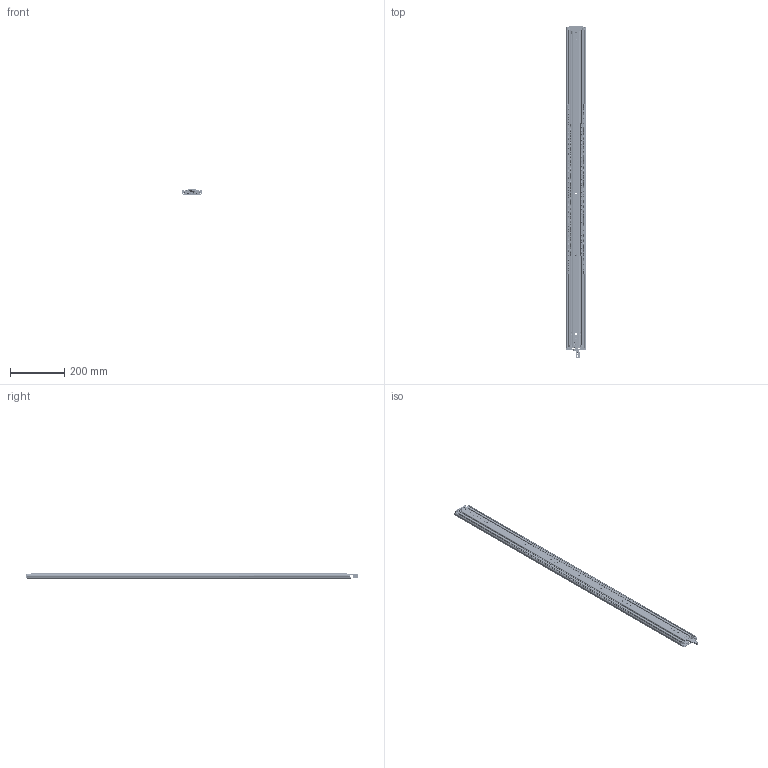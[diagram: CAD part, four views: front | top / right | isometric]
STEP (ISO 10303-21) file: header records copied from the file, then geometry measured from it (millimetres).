
FILE_DESCRIPTION(/* description */ ('TR7619 1200 / 1212 (19,1mm)'),/* implementation_level */ '2;1');
FILE_NAME(/* name */ 'E000115623.stp',/* time_stamp */ '2021-07-27T09:10:50+02:00',/* author */ ('r.groen'),/* organization */ (''),/* preprocessor_version */ 'ST-DEVELOPER v17',/* originating_system */ 'Autodesk Inventor 2018',/* authorisation */ '');
FILE_SCHEMA (('AUTOMOTIVE_DESIGN { 1 0 10303 214 3 1 1 }'));
Products named in the file (43): 114-S42; 114-S42_1; 114-S42_2; 114-S42_3; 921955; 114-S42_4; 923509; 921714; 921708; 921706_Assy; 921706; 921716_Assy; 921716; 911073; 114-S42_5; 114-S42_6; 921751; 921750; 973008; 973007; 921739; 114-S42_7; 923044; 921707; 921713; 921715_Assy; 921715; 921705_Assy; 921705; 911078; 114-S42_8; 114-S42_9; 921835; 5921953; 922128; 921953; 913053; ISO 10642 - M4x6; 913058; 921946 ...
Assembly tree (95 placements, depth 5):
  114-S42
    114-S42_1
    114-S42_2
      114-S42_3
      921955
    114-S42_4
      923509
        921714  x2
        921716_Assy  x12
          921716
          911073
        921708  x4
        921706_Assy  x2
          921706
          911073
    114-S42_5
      114-S42_6
      921751
      921750
      973008
        973007
        921739
    114-S42_7
      923044
        921713  x2
        921705_Assy  x18
          921705
          911078
        921707  x4
        921715_Assy  x4
          921715
          911078
    114-S42_8
      114-S42_9
      921835
      5921953
        922128
        921953
      913053
      ISO 10642 - M4x6  x2
      913058
      921946
      922126
      973009
      114-S42_10
Bounding box: 76.19 x 1228 x 19.18 mm (x, y, z)
Volume: 846138.2 mm3; surface area: 736251.4 mm2
Topology: 199 solids, 199 shells, 15116 faces, 43796 edges, 28511 vertices
Faces by surface type: cylinder 9135, plane 4914, torus 440, bspline 325, sphere 159, cone 143
Full cylindrical faces by diameter (mm): 1.3 x3, 3 x3, 3.5 x1, 4 x3, 4.5 x1, 5.2 x12, 5.5 x2, 5.8 x1, 6.5 x1, 6.6 x11, 6.7 x1, 7 x1, 7.8 x1, 8 x7, 8.1 x56, 9.2 x64, 13.5 x1, 15 x2
Entity records: 142342 total; most frequent: CARTESIAN_POINT 42004, ORIENTED_EDGE 21430, DIRECTION 20382, EDGE_CURVE 10715, AXIS2_PLACEMENT_3D 7518, VERTEX_POINT 6843, LINE 5346, VECTOR 5346
